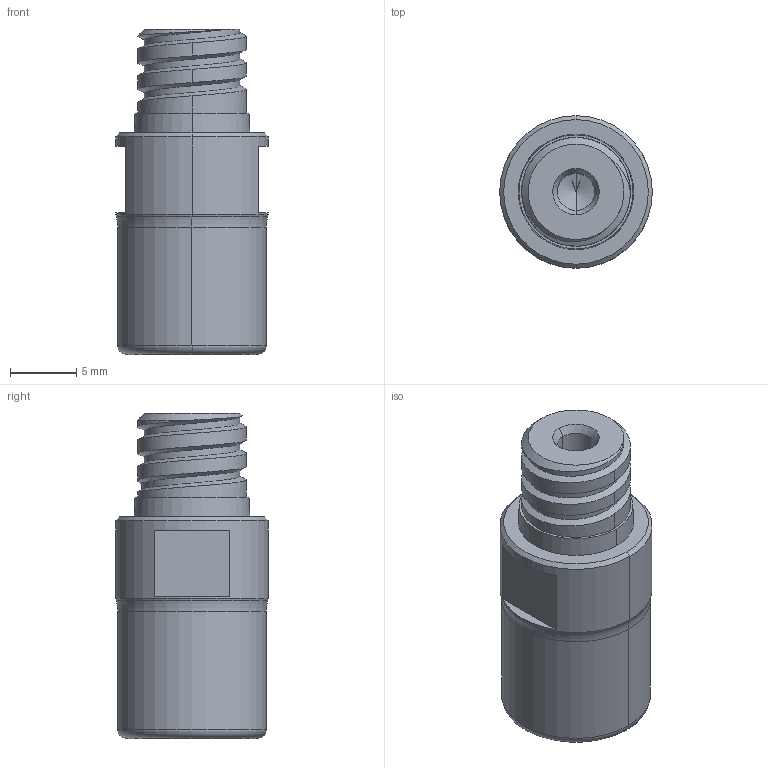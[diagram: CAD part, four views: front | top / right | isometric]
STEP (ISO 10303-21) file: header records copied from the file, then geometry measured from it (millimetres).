
FILE_DESCRIPTION((''),'2;1');
FILE_NAME('12J1A012017T8R00','2023-12-14T10:16:26',('arcalean'),(''),'CREO PARAMETRIC BY PTC INC, 2021184','CREO PARAMETRIC BY PTC INC, 2021184','');
FILE_SCHEMA(('AUTOMOTIVE_DESIGN { 1 0 10303 214 1 1 1 1 }'));
Length unit declared in the file: millimetre
Products named in the file (3): NOCUT; CUT; 12J1A012017T8R00
Assembly tree (2 placements, depth 2):
  12J1A012017T8R00
    NOCUT
    CUT
Bounding box: 11.5 x 11.5 x 24.5 mm (x, y, z)
Volume: 1939.9 mm3; surface area: 1136 mm2
Topology: 1 solids, 1 shells, 50 faces, 107 edges, 63 vertices
Faces by surface type: cone 13, cylinder 12, plane 11, torus 8, bspline 6
Entity records: 2667 total; most frequent: CARTESIAN_POINT 1130, DIRECTION 242, ORIENTED_EDGE 210, PRESENTATION_STYLE_ASSIGNMENT 109, STYLED_ITEM 109, CURVE_STYLE 108, EDGE_CURVE 105, AXIS2_PLACEMENT_3D 102
